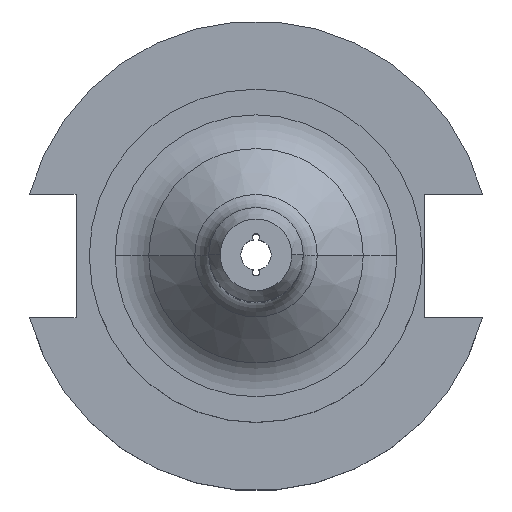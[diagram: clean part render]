
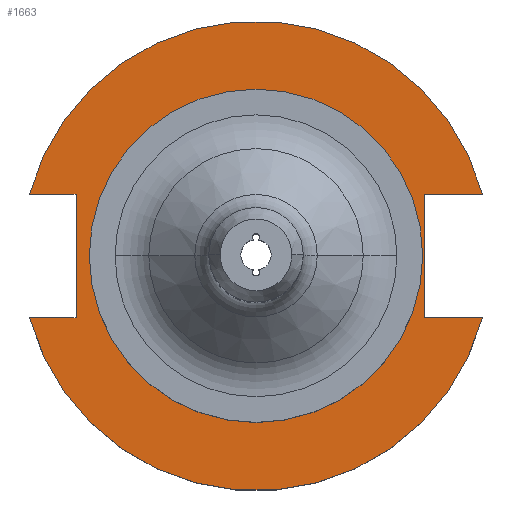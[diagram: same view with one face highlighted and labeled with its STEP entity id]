
A CAD part, top view. The second image highlights one B-rep face of the part: STEP entity #1663.
In plain terms, the highlighted planar face has unit normal (0, 0, 1).
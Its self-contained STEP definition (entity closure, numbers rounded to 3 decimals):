
#20 = LINE ( 'NONE', #1602, #1642 ) ;
#23 = EDGE_CURVE ( 'NONE', #620, #165, #1472, .T. ) ;
#48 = CARTESIAN_POINT ( 'NONE',  ( 35.306, -12.954, 19.05 ) ) ;
#53 = DIRECTION ( 'NONE',  ( -1., 0., 0. ) ) ;
#67 = PLANE ( 'NONE',  #752 ) ;
#69 = DIRECTION ( 'NONE',  ( 0., -1., 0. ) ) ;
#106 = CARTESIAN_POINT ( 'NONE',  ( 34.925, 0., 19.05 ) ) ;
#110 = VERTEX_POINT ( 'NONE', #1404 ) ;
#111 = VERTEX_POINT ( 'NONE', #324 ) ;
#165 = VERTEX_POINT ( 'NONE', #552 ) ;
#196 = FACE_OUTER_BOUND ( 'NONE', #508, .T. ) ;
#199 = ORIENTED_EDGE ( 'NONE', *, *, #269, .F. ) ;
#215 = CARTESIAN_POINT ( 'NONE',  ( 0., 49.212, 19.05 ) ) ;
#243 = EDGE_CURVE ( 'NONE', #165, #620, #412, .T. ) ;
#269 = EDGE_CURVE ( 'NONE', #928, #110, #1845, .T. ) ;
#294 = ORIENTED_EDGE ( 'NONE', *, *, #1618, .F. ) ;
#317 = CARTESIAN_POINT ( 'NONE',  ( -37.719, 12.954, 19.05 ) ) ;
#324 = CARTESIAN_POINT ( 'NONE',  ( -37.719, -12.954, 19.05 ) ) ;
#336 = EDGE_CURVE ( 'NONE', #111, #1901, #1811, .T. ) ;
#346 = ORIENTED_EDGE ( 'NONE', *, *, #23, .F. ) ;
#350 = DIRECTION ( 'NONE',  ( 1., 0., 0. ) ) ;
#376 = DIRECTION ( 'NONE',  ( 0., 0., 1. ) ) ;
#389 = ORIENTED_EDGE ( 'NONE', *, *, #1825, .F. ) ;
#409 = AXIS2_PLACEMENT_3D ( 'NONE', #1528, #1069, #917 ) ;
#412 = CIRCLE ( 'NONE', #515, 34.925 ) ;
#492 = CARTESIAN_POINT ( 'NONE',  ( 35.306, -12.954, 19.05 ) ) ;
#495 = CIRCLE ( 'NONE', #943, 49.212 ) ;
#506 = FACE_BOUND ( 'NONE', #585, .T. ) ;
#508 = EDGE_LOOP ( 'NONE', ( #826, #199, #1649, #389, #1675, #294, #682, #1656 ) ) ;
#515 = AXIS2_PLACEMENT_3D ( 'NONE', #1809, #892, #1964 ) ;
#551 = CARTESIAN_POINT ( 'NONE',  ( 0., 0., 19.05 ) ) ;
#552 = CARTESIAN_POINT ( 'NONE',  ( -34.925, 0., 19.05 ) ) ;
#585 = EDGE_LOOP ( 'NONE', ( #346, #1301 ) ) ;
#620 = VERTEX_POINT ( 'NONE', #106 ) ;
#633 = DIRECTION ( 'NONE',  ( -1., 0., 0. ) ) ;
#640 = EDGE_CURVE ( 'NONE', #1425, #927, #495, .T. ) ;
#647 = DIRECTION ( 'NONE',  ( 0., 1., 0. ) ) ;
#678 = VECTOR ( 'NONE', #1272, 1000. ) ;
#682 = ORIENTED_EDGE ( 'NONE', *, *, #336, .F. ) ;
#688 = LINE ( 'NONE', #1554, #1051 ) ;
#690 = DIRECTION ( 'NONE',  ( 0., 0., 1. ) ) ;
#692 = CARTESIAN_POINT ( 'NONE',  ( 35.306, 12.954, 19.05 ) ) ;
#717 = DIRECTION ( 'NONE',  ( 1., 0., 0. ) ) ;
#747 = LINE ( 'NONE', #1426, #1547 ) ;
#752 = AXIS2_PLACEMENT_3D ( 'NONE', #215, #376, #1450 ) ;
#790 = CIRCLE ( 'NONE', #1423, 49.212 ) ;
#819 = CARTESIAN_POINT ( 'NONE',  ( -63.719, 12.954, 19.05 ) ) ;
#826 = ORIENTED_EDGE ( 'NONE', *, *, #1279, .T. ) ;
#838 = CARTESIAN_POINT ( 'NONE',  ( -47.477, -12.954, 19.05 ) ) ;
#892 = DIRECTION ( 'NONE',  ( 0., 0., 1. ) ) ;
#917 = DIRECTION ( 'NONE',  ( 1., 0., 0. ) ) ;
#927 = VERTEX_POINT ( 'NONE', #971 ) ;
#928 = VERTEX_POINT ( 'NONE', #48 ) ;
#943 = AXIS2_PLACEMENT_3D ( 'NONE', #1300, #690, #1150 ) ;
#971 = CARTESIAN_POINT ( 'NONE',  ( -47.477, 12.954, 19.05 ) ) ;
#996 = EDGE_CURVE ( 'NONE', #1671, #928, #20, .T. ) ;
#1031 = CARTESIAN_POINT ( 'NONE',  ( -37.719, 12.954, 19.05 ) ) ;
#1051 = VECTOR ( 'NONE', #633, 1000. ) ;
#1066 = EDGE_CURVE ( 'NONE', #1155, #111, #747, .T. ) ;
#1069 = DIRECTION ( 'NONE',  ( 0., 0., 1. ) ) ;
#1150 = DIRECTION ( 'NONE',  ( 1., 0., 0. ) ) ;
#1155 = VERTEX_POINT ( 'NONE', #838 ) ;
#1272 = DIRECTION ( 'NONE',  ( 1., 0., 0. ) ) ;
#1279 = EDGE_CURVE ( 'NONE', #1155, #110, #790, .T. ) ;
#1300 = CARTESIAN_POINT ( 'NONE',  ( 0., 0., 19.05 ) ) ;
#1301 = ORIENTED_EDGE ( 'NONE', *, *, #243, .F. ) ;
#1404 = CARTESIAN_POINT ( 'NONE',  ( 47.477, -12.954, 19.05 ) ) ;
#1423 = AXIS2_PLACEMENT_3D ( 'NONE', #551, #1632, #717 ) ;
#1425 = VERTEX_POINT ( 'NONE', #1490 ) ;
#1426 = CARTESIAN_POINT ( 'NONE',  ( -63.719, -12.954, 19.05 ) ) ;
#1428 = VECTOR ( 'NONE', #53, 1000. ) ;
#1450 = DIRECTION ( 'NONE',  ( 1., 0., 0. ) ) ;
#1472 = CIRCLE ( 'NONE', #409, 34.925 ) ;
#1490 = CARTESIAN_POINT ( 'NONE',  ( 47.477, 12.954, 19.05 ) ) ;
#1528 = CARTESIAN_POINT ( 'NONE',  ( 0., 0., 19.05 ) ) ;
#1547 = VECTOR ( 'NONE', #350, 1000. ) ;
#1554 = CARTESIAN_POINT ( 'NONE',  ( 35.306, 12.954, 19.05 ) ) ;
#1602 = CARTESIAN_POINT ( 'NONE',  ( 35.306, 12.954, 19.05 ) ) ;
#1618 = EDGE_CURVE ( 'NONE', #1901, #927, #1836, .T. ) ;
#1632 = DIRECTION ( 'NONE',  ( 0., 0., 1. ) ) ;
#1642 = VECTOR ( 'NONE', #69, 1000. ) ;
#1649 = ORIENTED_EDGE ( 'NONE', *, *, #996, .F. ) ;
#1656 = ORIENTED_EDGE ( 'NONE', *, *, #1066, .F. ) ;
#1663 = ADVANCED_FACE ( 'NONE', ( #506, #196 ), #67, .T. ) ;
#1671 = VERTEX_POINT ( 'NONE', #692 ) ;
#1675 = ORIENTED_EDGE ( 'NONE', *, *, #640, .T. ) ;
#1706 = VECTOR ( 'NONE', #647, 1000. ) ;
#1809 = CARTESIAN_POINT ( 'NONE',  ( 0., 0., 19.05 ) ) ;
#1811 = LINE ( 'NONE', #1031, #1706 ) ;
#1825 = EDGE_CURVE ( 'NONE', #1425, #1671, #688, .T. ) ;
#1836 = LINE ( 'NONE', #819, #1428 ) ;
#1845 = LINE ( 'NONE', #492, #678 ) ;
#1901 = VERTEX_POINT ( 'NONE', #317 ) ;
#1964 = DIRECTION ( 'NONE',  ( 1., 0., 0. ) ) ;
